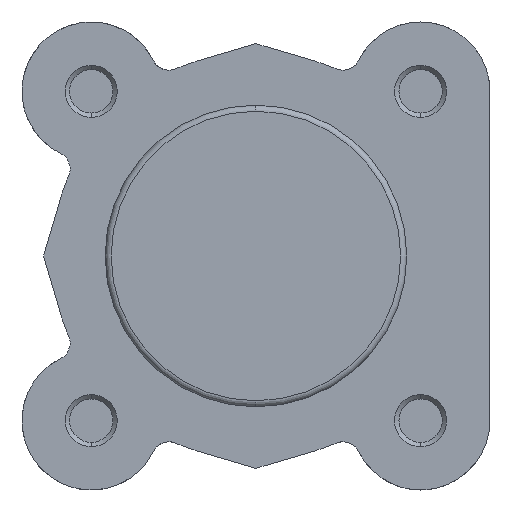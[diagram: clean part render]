
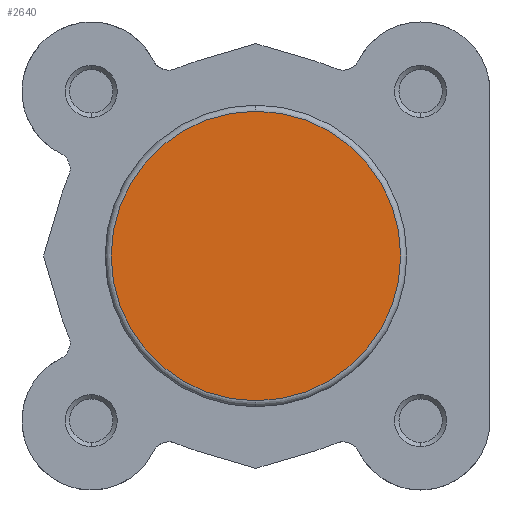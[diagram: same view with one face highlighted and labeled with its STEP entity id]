
A CAD part, left-side view. The second image highlights one B-rep face of the part: STEP entity #2640.
In plain terms, the highlighted planar face has unit normal (-1, 0, 0).
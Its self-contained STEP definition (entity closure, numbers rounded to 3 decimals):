
#190 = FACE_OUTER_BOUND ( 'NONE', #2326, .T. ) ;
#542 = CIRCLE ( 'NONE', #3571, 16.7 ) ;
#681 = CIRCLE ( 'NONE', #3635, 16.7 ) ;
#1412 = ORIENTED_EDGE ( 'NONE', *, *, #2803, .T. ) ;
#1413 = ORIENTED_EDGE ( 'NONE', *, *, #2906, .T. ) ;
#2326 = EDGE_LOOP ( 'NONE', ( #1412, #1413 ) ) ;
#2640 = ADVANCED_FACE ( 'NONE', ( #190 ), #6378, .T. ) ;
#2803 = EDGE_CURVE ( 'NONE', #5827, #5928, #542, .T. ) ;
#2906 = EDGE_CURVE ( 'NONE', #5928, #5827, #681, .T. ) ;
#3396 = AXIS2_PLACEMENT_3D ( 'NONE', #6367, #6385, #6386 ) ;
#3571 = AXIS2_PLACEMENT_3D ( 'NONE', #4661, #4662, #4663 ) ;
#3635 = AXIS2_PLACEMENT_3D ( 'NONE', #4911, #4933, #4934 ) ;
#4175 = CARTESIAN_POINT ( 'NONE',  ( 0., 0., 16.7 ) ) ;
#4276 = CARTESIAN_POINT ( 'NONE',  ( 0., 0., -16.7 ) ) ;
#4661 = CARTESIAN_POINT ( 'NONE',  ( 0., 0., 0. ) ) ;
#4662 = DIRECTION ( 'NONE',  ( -1., 0., 0. ) ) ;
#4663 = DIRECTION ( 'NONE',  ( 0., 0., 1. ) ) ;
#4911 = CARTESIAN_POINT ( 'NONE',  ( 0., 0., 0. ) ) ;
#4933 = DIRECTION ( 'NONE',  ( -1., 0., 0. ) ) ;
#4934 = DIRECTION ( 'NONE',  ( 0., 0., 1. ) ) ;
#5827 = VERTEX_POINT ( 'NONE', #4175 ) ;
#5928 = VERTEX_POINT ( 'NONE', #4276 ) ;
#6367 = CARTESIAN_POINT ( 'NONE',  ( 0., -17.4, 0. ) ) ;
#6378 = PLANE ( 'NONE',  #3396 ) ;
#6385 = DIRECTION ( 'NONE',  ( -1., 0., 0. ) ) ;
#6386 = DIRECTION ( 'NONE',  ( 0., 0., 1. ) ) ;
